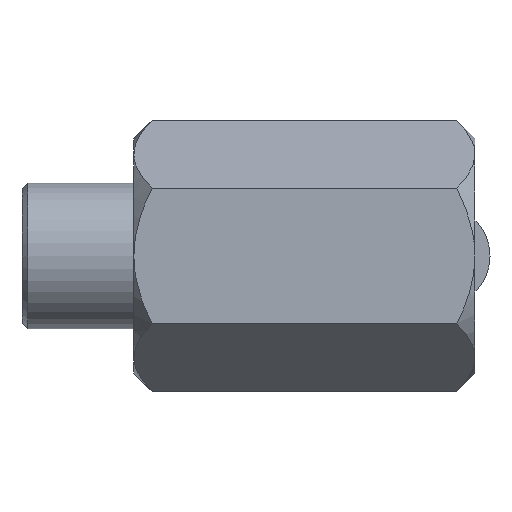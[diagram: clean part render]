
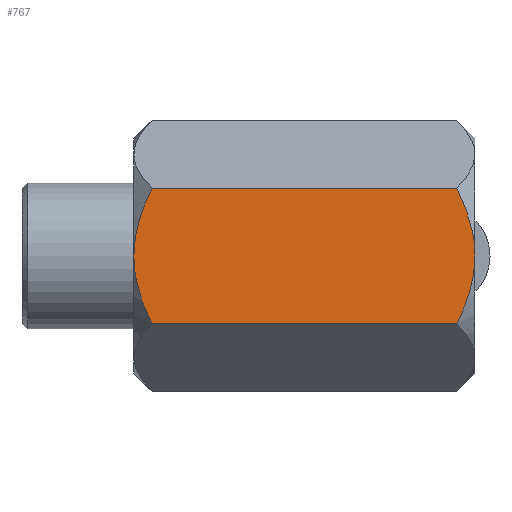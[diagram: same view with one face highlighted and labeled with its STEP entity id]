
A CAD part, front view. The second image highlights one B-rep face of the part: STEP entity #767.
In plain terms, the highlighted planar face has unit normal (0, -1, 0).
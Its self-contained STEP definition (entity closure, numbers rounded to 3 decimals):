
#7 = VERTEX_POINT ( 'NONE', #620 ) ;
#42 = CARTESIAN_POINT ( 'NONE',  ( 38.876, -10.5, -6.062 ) ) ;
#66 = CARTESIAN_POINT ( 'NONE',  ( 11.39, -10.5, 5.593 ) ) ;
#71 = ORIENTED_EDGE ( 'NONE', *, *, #1488, .F. ) ;
#76 = CARTESIAN_POINT ( 'NONE',  ( 10.197, -10.5, -2.105 ) ) ;
#102 = CARTESIAN_POINT ( 'NONE',  ( 40.5, -10.5, 0. ) ) ;
#106 = VERTEX_POINT ( 'NONE', #538 ) ;
#151 = CARTESIAN_POINT ( 'NONE',  ( 40.5, -10.5, 6.062 ) ) ;
#217 = ORIENTED_EDGE ( 'NONE', *, *, #299, .F. ) ;
#265 = EDGE_CURVE ( 'NONE', #1207, #418, #3108, .T. ) ;
#279 = CARTESIAN_POINT ( 'NONE',  ( 40.36, -10.5, -1.849 ) ) ;
#299 = EDGE_CURVE ( 'NONE', #418, #106, #1708, .T. ) ;
#305 = CARTESIAN_POINT ( 'NONE',  ( 40.5, -10.5, 6.062 ) ) ;
#377 = AXIS2_PLACEMENT_3D ( 'NONE', #151, #448, #3092 ) ;
#385 = CARTESIAN_POINT ( 'NONE',  ( 10.598, -10.5, -3.628 ) ) ;
#400 = ORIENTED_EDGE ( 'NONE', *, *, #712, .T. ) ;
#418 = VERTEX_POINT ( 'NONE', #42 ) ;
#443 = CARTESIAN_POINT ( 'NONE',  ( 39.11, -10.5, 5.593 ) ) ;
#448 = DIRECTION ( 'NONE',  ( 0., 1., 0. ) ) ;
#485 = CARTESIAN_POINT ( 'NONE',  ( 11.624, -10.5, 6.062 ) ) ;
#494 = VERTEX_POINT ( 'NONE', #485 ) ;
#538 = CARTESIAN_POINT ( 'NONE',  ( 11.624, -10.5, -6.062 ) ) ;
#570 = CARTESIAN_POINT ( 'NONE',  ( 39.728, -10.5, -4.126 ) ) ;
#620 = CARTESIAN_POINT ( 'NONE',  ( 10., -10.5, 0. ) ) ;
#705 = CARTESIAN_POINT ( 'NONE',  ( 11.624, -10.5, -6.062 ) ) ;
#710 = CARTESIAN_POINT ( 'NONE',  ( 39.725, -10.5, 4.133 ) ) ;
#712 = EDGE_CURVE ( 'NONE', #2801, #494, #2043, .T. ) ;
#732 = CARTESIAN_POINT ( 'NONE',  ( 39.902, -10.5, 3.628 ) ) ;
#767 = ADVANCED_FACE ( 'NONE', ( #3026 ), #2833, .F. ) ;
#864 = CARTESIAN_POINT ( 'NONE',  ( 40.45, -10.5, -1.063 ) ) ;
#955 = VECTOR ( 'NONE', #2925, 1000. ) ;
#979 = CARTESIAN_POINT ( 'NONE',  ( 10., -10.5, -0.266 ) ) ;
#1154 = ORIENTED_EDGE ( 'NONE', *, *, #2955, .F. ) ;
#1168 = VECTOR ( 'NONE', #2074, 1000. ) ;
#1178 = CARTESIAN_POINT ( 'NONE',  ( 40.19, -10.5, -2.617 ) ) ;
#1207 = VERTEX_POINT ( 'NONE', #3061 ) ;
#1278 = CARTESIAN_POINT ( 'NONE',  ( 11.169, -10.5, -5.111 ) ) ;
#1303 = CARTESIAN_POINT ( 'NONE',  ( 40.5, -10.5, 1.065 ) ) ;
#1448 = CARTESIAN_POINT ( 'NONE',  ( 40.5, -10.5, 0. ) ) ;
#1488 = EDGE_CURVE ( 'NONE', #106, #7, #1559, .T. ) ;
#1523 = CARTESIAN_POINT ( 'NONE',  ( 10.164, -10.5, 2.102 ) ) ;
#1557 = CARTESIAN_POINT ( 'NONE',  ( 10.08, -10.5, -1.325 ) ) ;
#1559 = B_SPLINE_CURVE_WITH_KNOTS ( 'NONE', 3,
 ( #705, #2442, #1278, #3067, #385, #1840, #76, #1557, #2754, #2738, #979, #2431 ),
 .UNSPECIFIED., .F., .F.,
 ( 4, 2, 2, 2, 2, 4 ),
 ( 0.011, 0.012, 0.014, 0.016, 0.016, 0.017 ),
 .UNSPECIFIED. ) ;
#1708 = LINE ( 'NONE', #3821, #955 ) ;
#1730 = CARTESIAN_POINT ( 'NONE',  ( 38.876, -10.5, -6.062 ) ) ;
#1840 = CARTESIAN_POINT ( 'NONE',  ( 10.31, -10.5, -2.617 ) ) ;
#2018 = CARTESIAN_POINT ( 'NONE',  ( 40.49, -10.5, -0.534 ) ) ;
#2043 = LINE ( 'NONE', #305, #1168 ) ;
#2074 = DIRECTION ( 'NONE',  ( -1., 0., 0. ) ) ;
#2080 = CARTESIAN_POINT ( 'NONE',  ( 11.171, -10.5, 5.114 ) ) ;
#2128 = CARTESIAN_POINT ( 'NONE',  ( 10., -10.5, 0. ) ) ;
#2144 = CARTESIAN_POINT ( 'NONE',  ( 11.624, -10.5, 6.062 ) ) ;
#2237 = ORIENTED_EDGE ( 'NONE', *, *, #265, .F. ) ;
#2386 = ORIENTED_EDGE ( 'NONE', *, *, #2827, .F. ) ;
#2419 = CARTESIAN_POINT ( 'NONE',  ( 10.775, -10.5, 4.133 ) ) ;
#2431 = CARTESIAN_POINT ( 'NONE',  ( 10., -10.5, 0. ) ) ;
#2442 = CARTESIAN_POINT ( 'NONE',  ( 11.389, -10.5, -5.592 ) ) ;
#2628 = CARTESIAN_POINT ( 'NONE',  ( 40.5, -10.5, -0.266 ) ) ;
#2738 = CARTESIAN_POINT ( 'NONE',  ( 10.01, -10.5, -0.534 ) ) ;
#2745 = CARTESIAN_POINT ( 'NONE',  ( 38.876, -10.5, 6.062 ) ) ;
#2754 = CARTESIAN_POINT ( 'NONE',  ( 10.05, -10.5, -1.063 ) ) ;
#2801 = VERTEX_POINT ( 'NONE', #2745 ) ;
#2827 = EDGE_CURVE ( 'NONE', #7, #494, #3765, .T. ) ;
#2833 = PLANE ( 'NONE',  #377 ) ;
#2909 = EDGE_LOOP ( 'NONE', ( #1154, #400, #2386, #71, #217, #2237 ) ) ;
#2925 = DIRECTION ( 'NONE',  ( -1., 0., 0. ) ) ;
#2955 = EDGE_CURVE ( 'NONE', #2801, #1207, #3228, .T. ) ;
#3007 = CARTESIAN_POINT ( 'NONE',  ( 10., -10.5, 1.065 ) ) ;
#3026 = FACE_OUTER_BOUND ( 'NONE', #2909, .T. ) ;
#3061 = CARTESIAN_POINT ( 'NONE',  ( 40.5, -10.5, 0. ) ) ;
#3067 = CARTESIAN_POINT ( 'NONE',  ( 10.772, -10.5, -4.126 ) ) ;
#3092 = DIRECTION ( 'NONE',  ( 0., 0., 1. ) ) ;
#3101 = CARTESIAN_POINT ( 'NONE',  ( 39.329, -10.5, 5.114 ) ) ;
#3108 = B_SPLINE_CURVE_WITH_KNOTS ( 'NONE', 3,
 ( #1448, #2628, #2018, #864, #279, #1178, #3238, #570, #3264, #3560, #1730 ),
 .UNSPECIFIED., .F., .F.,
 ( 4, 2, 1, 2, 2, 4 ),
 ( 0.013, 0.013, 0.014, 0.016, 0.017, 0.019 ),
 .UNSPECIFIED. ) ;
#3228 = B_SPLINE_CURVE_WITH_KNOTS ( 'NONE', 3,
 ( #3392, #443, #3101, #710, #732, #3645, #1303, #102 ),
 .UNSPECIFIED., .F., .F.,
 ( 4, 2, 2, 4 ),
 ( 0.006, 0.008, 0.01, 0.013 ),
 .UNSPECIFIED. ) ;
#3238 = CARTESIAN_POINT ( 'NONE',  ( 39.902, -10.5, -3.628 ) ) ;
#3264 = CARTESIAN_POINT ( 'NONE',  ( 39.331, -10.5, -5.111 ) ) ;
#3284 = CARTESIAN_POINT ( 'NONE',  ( 10.598, -10.5, 3.628 ) ) ;
#3392 = CARTESIAN_POINT ( 'NONE',  ( 38.876, -10.5, 6.062 ) ) ;
#3560 = CARTESIAN_POINT ( 'NONE',  ( 39.111, -10.5, -5.592 ) ) ;
#3645 = CARTESIAN_POINT ( 'NONE',  ( 40.336, -10.5, 2.102 ) ) ;
#3765 = B_SPLINE_CURVE_WITH_KNOTS ( 'NONE', 3,
 ( #2128, #3007, #1523, #3284, #2419, #2080, #66, #2144 ),
 .UNSPECIFIED., .F., .F.,
 ( 4, 2, 2, 4 ),
 ( 0.017, 0.02, 0.022, 0.023 ),
 .UNSPECIFIED. ) ;
#3821 = CARTESIAN_POINT ( 'NONE',  ( 40.5, -10.5, -6.062 ) ) ;
